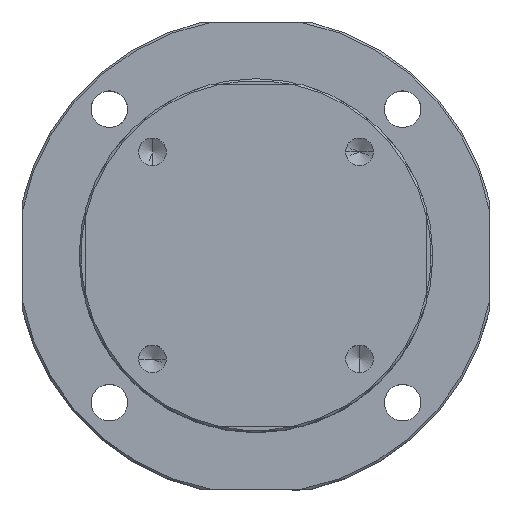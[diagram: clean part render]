
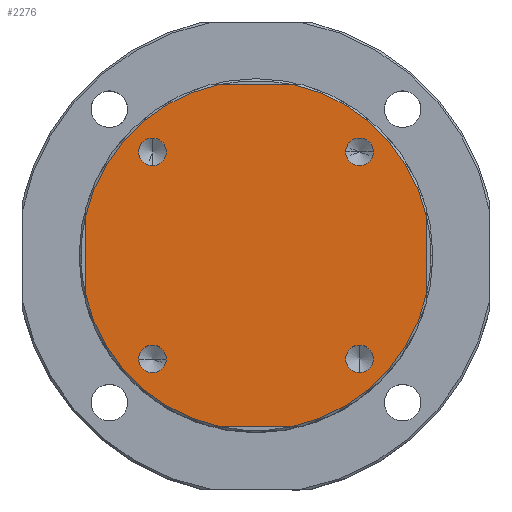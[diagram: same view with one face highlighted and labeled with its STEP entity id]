
A CAD part, top view. The second image highlights one B-rep face of the part: STEP entity #2276.
In plain terms, the highlighted planar face has unit normal (0, 0, 1).
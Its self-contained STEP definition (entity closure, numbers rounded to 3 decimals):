
#14 = CARTESIAN_POINT ( 'NONE',  ( 0., 0., 98. ) ) ;
#38 = DIRECTION ( 'NONE',  ( 1., 0., 0. ) ) ;
#87 = CARTESIAN_POINT ( 'NONE',  ( -9.22, 42., 98. ) ) ;
#220 = ORIENTED_EDGE ( 'NONE', *, *, #4683, .F. ) ;
#236 = VECTOR ( 'NONE', #1241, 1000. ) ;
#254 = EDGE_CURVE ( 'NONE', #2731, #902, #783, .T. ) ;
#346 = CARTESIAN_POINT ( 'NONE',  ( -50., -42., 98. ) ) ;
#382 = CARTESIAN_POINT ( 'NONE',  ( -22.056, -25.456, 98. ) ) ;
#393 = DIRECTION ( 'NONE',  ( 1., 0., 0. ) ) ;
#422 = EDGE_CURVE ( 'NONE', #1394, #1430, #667, .T. ) ;
#426 = EDGE_CURVE ( 'NONE', #1391, #4590, #2498, .T. ) ;
#466 = DIRECTION ( 'NONE',  ( 0., -1., 0. ) ) ;
#500 = CARTESIAN_POINT ( 'NONE',  ( -25.456, 25.456, 98. ) ) ;
#518 = CARTESIAN_POINT ( 'NONE',  ( 0., 0., 98. ) ) ;
#606 = EDGE_CURVE ( 'NONE', #2824, #3863, #4202, .T. ) ;
#650 = CARTESIAN_POINT ( 'NONE',  ( -28.856, -25.456, 98. ) ) ;
#660 = VECTOR ( 'NONE', #38, 1000. ) ;
#667 = CIRCLE ( 'NONE', #2169, 3.4 ) ;
#671 = CARTESIAN_POINT ( 'NONE',  ( 9.22, 42., 98. ) ) ;
#746 = DIRECTION ( 'NONE',  ( 0., 0., 1. ) ) ;
#752 = CARTESIAN_POINT ( 'NONE',  ( -25.456, 22.056, 98. ) ) ;
#783 = LINE ( 'NONE', #346, #660 ) ;
#819 = ORIENTED_EDGE ( 'NONE', *, *, #1626, .T. ) ;
#823 = DIRECTION ( 'NONE',  ( -1., 0., 0. ) ) ;
#842 = AXIS2_PLACEMENT_3D ( 'NONE', #4398, #2059, #4765 ) ;
#860 = ORIENTED_EDGE ( 'NONE', *, *, #2226, .F. ) ;
#876 = DIRECTION ( 'NONE',  ( 0., 1., 0. ) ) ;
#880 = AXIS2_PLACEMENT_3D ( 'NONE', #3214, #888, #3617 ) ;
#882 = CIRCLE ( 'NONE', #880, 3.4 ) ;
#888 = DIRECTION ( 'NONE',  ( 0., 0., 1. ) ) ;
#900 = FACE_BOUND ( 'NONE', #4730, .T. ) ;
#901 = PLANE ( 'NONE',  #2950 ) ;
#902 = VERTEX_POINT ( 'NONE', #4508 ) ;
#950 = CARTESIAN_POINT ( 'NONE',  ( 42., 9.22, 98. ) ) ;
#971 = ORIENTED_EDGE ( 'NONE', *, *, #4518, .F. ) ;
#1022 = DIRECTION ( 'NONE',  ( 0., 0., 1. ) ) ;
#1105 = DIRECTION ( 'NONE',  ( 1., 0., 0. ) ) ;
#1208 = DIRECTION ( 'NONE',  ( 0., 0., 1. ) ) ;
#1221 = AXIS2_PLACEMENT_3D ( 'NONE', #3070, #746, #3478 ) ;
#1241 = DIRECTION ( 'NONE',  ( -1., 0., 0. ) ) ;
#1260 = CIRCLE ( 'NONE', #1221, 3.4 ) ;
#1301 = DIRECTION ( 'NONE',  ( 0., 0., 1. ) ) ;
#1303 = DIRECTION ( 'NONE',  ( 0., 0., 1. ) ) ;
#1331 = ORIENTED_EDGE ( 'NONE', *, *, #4495, .F. ) ;
#1338 = ORIENTED_EDGE ( 'NONE', *, *, #1703, .T. ) ;
#1364 = CARTESIAN_POINT ( 'NONE',  ( 0., 0., 98. ) ) ;
#1391 = VERTEX_POINT ( 'NONE', #1484 ) ;
#1394 = VERTEX_POINT ( 'NONE', #382 ) ;
#1430 = VERTEX_POINT ( 'NONE', #650 ) ;
#1452 = EDGE_CURVE ( 'NONE', #3458, #1930, #1841, .T. ) ;
#1469 = EDGE_LOOP ( 'NONE', ( #860, #4220 ) ) ;
#1472 = VECTOR ( 'NONE', #2772, 1000. ) ;
#1484 = CARTESIAN_POINT ( 'NONE',  ( 42., -9.22, 98. ) ) ;
#1533 = VERTEX_POINT ( 'NONE', #671 ) ;
#1539 = AXIS2_PLACEMENT_3D ( 'NONE', #500, #3204, #876 ) ;
#1618 = EDGE_CURVE ( 'NONE', #2617, #1921, #1260, .T. ) ;
#1620 = CARTESIAN_POINT ( 'NONE',  ( 25.456, -22.056, 98. ) ) ;
#1626 = EDGE_CURVE ( 'NONE', #902, #1391, #2813, .T. ) ;
#1641 = CARTESIAN_POINT ( 'NONE',  ( -9.22, -42., 98. ) ) ;
#1689 = EDGE_CURVE ( 'NONE', #4153, #2824, #3683, .T. ) ;
#1703 = EDGE_CURVE ( 'NONE', #3863, #2731, #3803, .T. ) ;
#1710 = ORIENTED_EDGE ( 'NONE', *, *, #4223, .F. ) ;
#1729 = AXIS2_PLACEMENT_3D ( 'NONE', #14, #2701, #393 ) ;
#1740 = DIRECTION ( 'NONE',  ( 1., 0., 0. ) ) ;
#1773 = CIRCLE ( 'NONE', #2941, 3.4 ) ;
#1841 = CIRCLE ( 'NONE', #2505, 3.4 ) ;
#1921 = VERTEX_POINT ( 'NONE', #1620 ) ;
#1929 = FACE_OUTER_BOUND ( 'NONE', #4933, .T. ) ;
#1930 = VERTEX_POINT ( 'NONE', #4342 ) ;
#1967 = CARTESIAN_POINT ( 'NONE',  ( 42., -50., 98. ) ) ;
#2053 = CARTESIAN_POINT ( 'NONE',  ( 0., 0., 98. ) ) ;
#2059 = DIRECTION ( 'NONE',  ( 0., 0., 1. ) ) ;
#2090 = AXIS2_PLACEMENT_3D ( 'NONE', #3353, #1022, #3742 ) ;
#2169 = AXIS2_PLACEMENT_3D ( 'NONE', #4324, #4696, #823 ) ;
#2170 = EDGE_CURVE ( 'NONE', #1533, #4153, #4383, .T. ) ;
#2226 = EDGE_CURVE ( 'NONE', #1930, #3458, #4250, .T. ) ;
#2276 = ADVANCED_FACE ( 'NONE', ( #900, #4894, #3872, #2831, #1929 ), #901, .T. ) ;
#2278 = ORIENTED_EDGE ( 'NONE', *, *, #606, .T. ) ;
#2349 = CARTESIAN_POINT ( 'NONE',  ( 25.456, -28.856, 98. ) ) ;
#2351 = CIRCLE ( 'NONE', #1539, 3.4 ) ;
#2392 = EDGE_CURVE ( 'NONE', #4590, #1533, #2581, .T. ) ;
#2447 = DIRECTION ( 'NONE',  ( 1., 0., 0. ) ) ;
#2496 = CARTESIAN_POINT ( 'NONE',  ( 22.056, 25.456, 98. ) ) ;
#2498 = LINE ( 'NONE', #1967, #1472 ) ;
#2505 = AXIS2_PLACEMENT_3D ( 'NONE', #3823, #3435, #1105 ) ;
#2581 = CIRCLE ( 'NONE', #4286, 43. ) ;
#2617 = VERTEX_POINT ( 'NONE', #2349 ) ;
#2701 = DIRECTION ( 'NONE',  ( 0., 0., 1. ) ) ;
#2731 = VERTEX_POINT ( 'NONE', #1641 ) ;
#2764 = AXIS2_PLACEMENT_3D ( 'NONE', #2053, #4759, #2447 ) ;
#2767 = ORIENTED_EDGE ( 'NONE', *, *, #254, .T. ) ;
#2772 = DIRECTION ( 'NONE',  ( 0., 1., 0. ) ) ;
#2813 = CIRCLE ( 'NONE', #1729, 43. ) ;
#2824 = VERTEX_POINT ( 'NONE', #3716 ) ;
#2831 = FACE_BOUND ( 'NONE', #1469, .T. ) ;
#2941 = AXIS2_PLACEMENT_3D ( 'NONE', #3633, #1303, #4030 ) ;
#2950 = AXIS2_PLACEMENT_3D ( 'NONE', #518, #1301, #4026 ) ;
#2974 = ORIENTED_EDGE ( 'NONE', *, *, #426, .T. ) ;
#3011 = ORIENTED_EDGE ( 'NONE', *, *, #2170, .T. ) ;
#3015 = AXIS2_PLACEMENT_3D ( 'NONE', #3539, #1208, #3919 ) ;
#3070 = CARTESIAN_POINT ( 'NONE',  ( 25.456, -25.456, 98. ) ) ;
#3102 = EDGE_LOOP ( 'NONE', ( #220, #3531 ) ) ;
#3106 = ORIENTED_EDGE ( 'NONE', *, *, #2392, .T. ) ;
#3146 = CARTESIAN_POINT ( 'NONE',  ( -25.456, 28.856, 98. ) ) ;
#3159 = CARTESIAN_POINT ( 'NONE',  ( 50., 42., 98. ) ) ;
#3204 = DIRECTION ( 'NONE',  ( 0., 0., 1. ) ) ;
#3214 = CARTESIAN_POINT ( 'NONE',  ( 25.456, -25.456, 98. ) ) ;
#3353 = CARTESIAN_POINT ( 'NONE',  ( -25.456, -25.456, 98. ) ) ;
#3435 = DIRECTION ( 'NONE',  ( 0., 0., 1. ) ) ;
#3458 = VERTEX_POINT ( 'NONE', #2496 ) ;
#3478 = DIRECTION ( 'NONE',  ( 0., -1., 0. ) ) ;
#3531 = ORIENTED_EDGE ( 'NONE', *, *, #422, .F. ) ;
#3539 = CARTESIAN_POINT ( 'NONE',  ( 0., 0., 98. ) ) ;
#3617 = DIRECTION ( 'NONE',  ( 0., -1., 0. ) ) ;
#3633 = CARTESIAN_POINT ( 'NONE',  ( -25.456, 25.456, 98. ) ) ;
#3683 = CIRCLE ( 'NONE', #3015, 43. ) ;
#3716 = CARTESIAN_POINT ( 'NONE',  ( -42., 9.22, 98. ) ) ;
#3742 = DIRECTION ( 'NONE',  ( -1., 0., 0. ) ) ;
#3803 = CIRCLE ( 'NONE', #2764, 43. ) ;
#3817 = ORIENTED_EDGE ( 'NONE', *, *, #1689, .T. ) ;
#3823 = CARTESIAN_POINT ( 'NONE',  ( 25.456, 25.456, 98. ) ) ;
#3863 = VERTEX_POINT ( 'NONE', #4120 ) ;
#3872 = FACE_BOUND ( 'NONE', #4088, .T. ) ;
#3919 = DIRECTION ( 'NONE',  ( 1., 0., 0. ) ) ;
#4026 = DIRECTION ( 'NONE',  ( 1., 0., 0. ) ) ;
#4030 = DIRECTION ( 'NONE',  ( 0., 1., 0. ) ) ;
#4082 = DIRECTION ( 'NONE',  ( 0., 0., 1. ) ) ;
#4088 = EDGE_LOOP ( 'NONE', ( #4466, #1331 ) ) ;
#4120 = CARTESIAN_POINT ( 'NONE',  ( -42., -9.22, 98. ) ) ;
#4153 = VERTEX_POINT ( 'NONE', #87 ) ;
#4162 = VERTEX_POINT ( 'NONE', #3146 ) ;
#4202 = LINE ( 'NONE', #4603, #4855 ) ;
#4220 = ORIENTED_EDGE ( 'NONE', *, *, #1452, .F. ) ;
#4223 = EDGE_CURVE ( 'NONE', #4852, #4162, #2351, .T. ) ;
#4250 = CIRCLE ( 'NONE', #842, 3.4 ) ;
#4286 = AXIS2_PLACEMENT_3D ( 'NONE', #1364, #4082, #1740 ) ;
#4324 = CARTESIAN_POINT ( 'NONE',  ( -25.456, -25.456, 98. ) ) ;
#4342 = CARTESIAN_POINT ( 'NONE',  ( 28.856, 25.456, 98. ) ) ;
#4383 = LINE ( 'NONE', #3159, #236 ) ;
#4398 = CARTESIAN_POINT ( 'NONE',  ( 25.456, 25.456, 98. ) ) ;
#4466 = ORIENTED_EDGE ( 'NONE', *, *, #1618, .F. ) ;
#4495 = EDGE_CURVE ( 'NONE', #1921, #2617, #882, .T. ) ;
#4508 = CARTESIAN_POINT ( 'NONE',  ( 9.22, -42., 98. ) ) ;
#4518 = EDGE_CURVE ( 'NONE', #4162, #4852, #1773, .T. ) ;
#4590 = VERTEX_POINT ( 'NONE', #950 ) ;
#4603 = CARTESIAN_POINT ( 'NONE',  ( -42., 50., 98. ) ) ;
#4683 = EDGE_CURVE ( 'NONE', #1430, #1394, #5014, .T. ) ;
#4696 = DIRECTION ( 'NONE',  ( 0., 0., 1. ) ) ;
#4730 = EDGE_LOOP ( 'NONE', ( #971, #1710 ) ) ;
#4759 = DIRECTION ( 'NONE',  ( 0., 0., 1. ) ) ;
#4765 = DIRECTION ( 'NONE',  ( 1., 0., 0. ) ) ;
#4852 = VERTEX_POINT ( 'NONE', #752 ) ;
#4855 = VECTOR ( 'NONE', #466, 1000. ) ;
#4894 = FACE_BOUND ( 'NONE', #3102, .T. ) ;
#4933 = EDGE_LOOP ( 'NONE', ( #3011, #3817, #2278, #1338, #2767, #819, #2974, #3106 ) ) ;
#5014 = CIRCLE ( 'NONE', #2090, 3.4 ) ;
